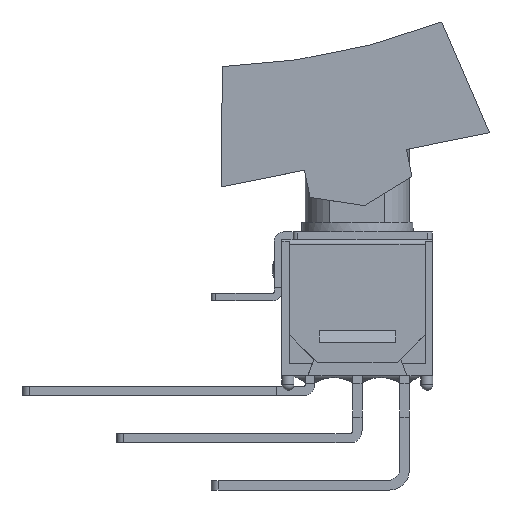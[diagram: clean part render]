
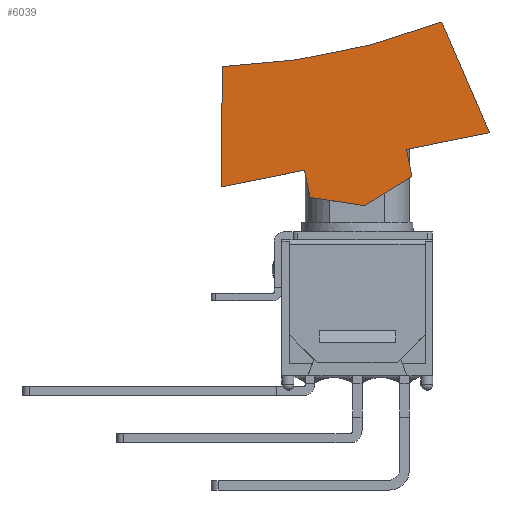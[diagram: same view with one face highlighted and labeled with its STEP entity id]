
A CAD part, front view. The second image highlights one B-rep face of the part: STEP entity #6039.
In plain terms, the highlighted planar face has unit normal (0, -1, 0).
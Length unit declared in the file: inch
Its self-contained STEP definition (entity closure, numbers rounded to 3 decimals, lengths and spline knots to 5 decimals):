
#5640=CARTESIAN_POINT('',(0.2802,-0.15,0.33509));
#5641=VERTEX_POINT('',#5640);
#5648=CARTESIAN_POINT('',(0.10407,-0.15,0.29935));
#5649=VERTEX_POINT('',#5648);
#5650=CARTESIAN_POINT('',(0.2802,-0.15,0.33509));
#5651=DIRECTION('',(-0.98,0.0,-0.199));
#5652=VECTOR('',#5651,0.17972);
#5653=LINE('',#5650,#5652);
#5654=EDGE_CURVE('',#5641,#5649,#5653,.T.);
#5781=CARTESIAN_POINT('',(-0.112,-0.15,0.25551));
#5782=VERTEX_POINT('',#5781);
#5789=CARTESIAN_POINT('',(-0.28814,-0.15,0.21978));
#5790=VERTEX_POINT('',#5789);
#5791=CARTESIAN_POINT('',(-0.112,-0.15,0.25551));
#5792=DIRECTION('',(-0.98,0.0,-0.199));
#5793=VECTOR('',#5792,0.17972);
#5794=LINE('',#5791,#5793);
#5795=EDGE_CURVE('',#5782,#5790,#5794,.T.);
#5822=CARTESIAN_POINT('',(-0.28653,-0.15,0.4752));
#5823=VERTEX_POINT('',#5822);
#5824=CARTESIAN_POINT('',(-0.28814,-0.15,0.21978));
#5825=DIRECTION('',(0.006,0.0,1.));
#5826=VECTOR('',#5825,0.25542);
#5827=LINE('',#5824,#5826);
#5828=EDGE_CURVE('',#5790,#5823,#5827,.T.);
#5853=CARTESIAN_POINT('',(0.17918,-0.15,0.56968));
#5854=VERTEX_POINT('',#5853);
#5855=CARTESIAN_POINT('',(-0.33684,-0.15,1.91807));
#5856=DIRECTION('',(0.0,-1.0,0.0));
#5857=DIRECTION('',(-0.035,0.0,0.999));
#5858=AXIS2_PLACEMENT_3D('',#5855,#5856,#5857);
#5859=CIRCLE('',#5858,1.44375);
#5860=EDGE_CURVE('',#5823,#5854,#5859,.T.);
#5886=CARTESIAN_POINT('',(0.17918,-0.15,0.56968));
#5887=DIRECTION('',(0.396,0.0,-0.918));
#5888=VECTOR('',#5887,0.25542);
#5889=LINE('',#5886,#5888);
#5890=EDGE_CURVE('',#5854,#5641,#5889,.T.);
#5927=CARTESIAN_POINT('',(0.11581,-0.15,0.24148));
#5928=VERTEX_POINT('',#5927);
#5929=CARTESIAN_POINT('',(0.10407,-0.15,0.29935));
#5930=DIRECTION('',(0.199,0.0,-0.98));
#5931=VECTOR('',#5930,0.05906);
#5932=LINE('',#5929,#5931);
#5933=EDGE_CURVE('',#5649,#5928,#5932,.T.);
#5959=CARTESIAN_POINT('',(0.01576,-0.15,0.1802));
#5960=VERTEX_POINT('',#5959);
#5961=CARTESIAN_POINT('',(0.11581,-0.15,0.24148));
#5962=DIRECTION('',(-0.853,0.0,-0.522));
#5963=VECTOR('',#5962,0.11732);
#5964=LINE('',#5961,#5963);
#5965=EDGE_CURVE('',#5928,#5960,#5964,.T.);
#5989=CARTESIAN_POINT('',(-0.10026,-0.15,0.19764));
#5990=VERTEX_POINT('',#5989);
#5991=CARTESIAN_POINT('',(0.01576,-0.15,0.1802));
#5992=DIRECTION('',(-0.989,0.0,0.149));
#5993=VECTOR('',#5992,0.11732);
#5994=LINE('',#5991,#5993);
#5995=EDGE_CURVE('',#5960,#5990,#5994,.T.);
#6013=CARTESIAN_POINT('',(-0.10026,-0.15,0.19764));
#6014=DIRECTION('',(-0.199,0.0,0.98));
#6015=VECTOR('',#6014,0.05906);
#6016=LINE('',#6013,#6015);
#6017=EDGE_CURVE('',#5990,#5782,#6016,.T.);
#6023=CARTESIAN_POINT('',(0.33182,-0.15,0.22651));
#6024=DIRECTION('',(0.0,-1.0,0.0));
#6025=DIRECTION('',(0.0,0.0,-1.0));
#6026=AXIS2_PLACEMENT_3D('',#6023,#6024,#6025);
#6027=PLANE('',#6026);
#6028=ORIENTED_EDGE('',*,*,#6017,.F.);
#6029=ORIENTED_EDGE('',*,*,#5995,.F.);
#6030=ORIENTED_EDGE('',*,*,#5965,.F.);
#6031=ORIENTED_EDGE('',*,*,#5933,.F.);
#6032=ORIENTED_EDGE('',*,*,#5654,.F.);
#6033=ORIENTED_EDGE('',*,*,#5890,.F.);
#6034=ORIENTED_EDGE('',*,*,#5860,.F.);
#6035=ORIENTED_EDGE('',*,*,#5828,.F.);
#6036=ORIENTED_EDGE('',*,*,#5795,.F.);
#6037=EDGE_LOOP('',(#6028,#6029,#6030,#6031,#6032,#6033,#6034,#6035,#6036));
#6038=FACE_OUTER_BOUND('',#6037,.T.);
#6039=ADVANCED_FACE('',(#6038),#6027,.T.);
